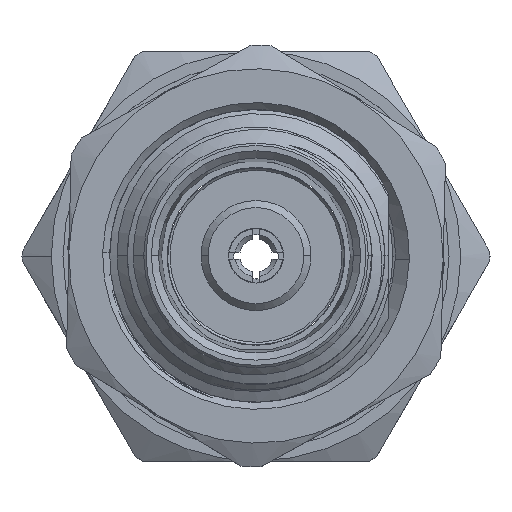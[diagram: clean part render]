
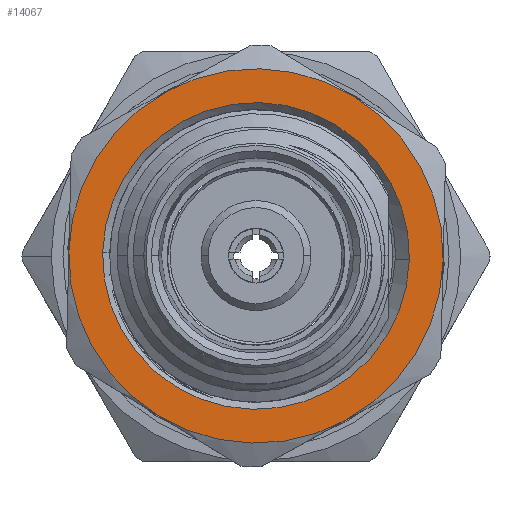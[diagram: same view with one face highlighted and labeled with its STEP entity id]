
A CAD part, top view. The second image highlights one B-rep face of the part: STEP entity #14067.
In plain terms, the highlighted planar face has unit normal (0, 0, 1).
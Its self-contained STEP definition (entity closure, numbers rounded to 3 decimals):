
#168 = CARTESIAN_POINT ( 'NONE',  ( 0., 0., 10.8 ) ) ;
#324 = CIRCLE ( 'NONE', #3584, 8. ) ;
#379 = EDGE_CURVE ( 'NONE', #5191, #13449, #16831, .T. ) ;
#422 = CARTESIAN_POINT ( 'NONE',  ( 0., 0., 10.8 ) ) ;
#587 = ORIENTED_EDGE ( 'NONE', *, *, #7555, .F. ) ;
#765 = AXIS2_PLACEMENT_3D ( 'NONE', #11566, #16783, #8950 ) ;
#1123 = FACE_OUTER_BOUND ( 'NONE', #9153, .T. ) ;
#1539 = CARTESIAN_POINT ( 'NONE',  ( 4.162, 6.832, 10.8 ) ) ;
#1967 = ORIENTED_EDGE ( 'NONE', *, *, #4994, .F. ) ;
#2226 = ORIENTED_EDGE ( 'NONE', *, *, #6971, .F. ) ;
#2266 = AXIS2_PLACEMENT_3D ( 'NONE', #11727, #14454, #15397 ) ;
#2318 = FACE_BOUND ( 'NONE', #11156, .T. ) ;
#2387 = DIRECTION ( 'NONE',  ( -1., 0.024, 0. ) ) ;
#2653 = ORIENTED_EDGE ( 'NONE', *, *, #9163, .T. ) ;
#2973 = DIRECTION ( 'NONE',  ( -1., 0.024, 0. ) ) ;
#3473 = DIRECTION ( 'NONE',  ( -1., 0.024, 0. ) ) ;
#3584 = AXIS2_PLACEMENT_3D ( 'NONE', #168, #5350, #2973 ) ;
#3995 = AXIS2_PLACEMENT_3D ( 'NONE', #10707, #6818, #4240 ) ;
#4156 = DIRECTION ( 'NONE',  ( -1., 0.024, 0. ) ) ;
#4240 = DIRECTION ( 'NONE',  ( -1., 0.024, 0. ) ) ;
#4448 = ORIENTED_EDGE ( 'NONE', *, *, #10096, .F. ) ;
#4478 = DIRECTION ( 'NONE',  ( 0., 0., -1. ) ) ;
#4688 = ORIENTED_EDGE ( 'NONE', *, *, #379, .F. ) ;
#4857 = PLANE ( 'NONE',  #765 ) ;
#4994 = EDGE_CURVE ( 'NONE', #13449, #16534, #10115, .T. ) ;
#5191 = VERTEX_POINT ( 'NONE', #15573 ) ;
#5253 = CARTESIAN_POINT ( 'NONE',  ( -6.553, 0.154, 10.8 ) ) ;
#5270 = CARTESIAN_POINT ( 'NONE',  ( 6.553, -0.154, 10.8 ) ) ;
#5350 = DIRECTION ( 'NONE',  ( 0., 0., -1. ) ) ;
#5599 = DIRECTION ( 'NONE',  ( -1., 0.024, 0. ) ) ;
#5632 = CARTESIAN_POINT ( 'NONE',  ( 7.998, -0.189, 10.8 ) ) ;
#5771 = AXIS2_PLACEMENT_3D ( 'NONE', #11037, #12670, #2387 ) ;
#6818 = DIRECTION ( 'NONE',  ( 0., 0., -1. ) ) ;
#6936 = VERTEX_POINT ( 'NONE', #13460 ) ;
#6971 = EDGE_CURVE ( 'NONE', #16534, #7469, #14491, .T. ) ;
#7121 = CIRCLE ( 'NONE', #14167, 8. ) ;
#7405 = CARTESIAN_POINT ( 'NONE',  ( 0., 0., 10.8 ) ) ;
#7469 = VERTEX_POINT ( 'NONE', #12070 ) ;
#7555 = EDGE_CURVE ( 'NONE', #6936, #9409, #9869, .T. ) ;
#7757 = VERTEX_POINT ( 'NONE', #5253 ) ;
#8950 = DIRECTION ( 'NONE',  ( -1., 0.024, 0. ) ) ;
#9153 = EDGE_LOOP ( 'NONE', ( #4448, #587, #15788, #2226, #1967, #4688 ) ) ;
#9160 = VERTEX_POINT ( 'NONE', #5270 ) ;
#9163 = EDGE_CURVE ( 'NONE', #7757, #9160, #15808, .T. ) ;
#9409 = VERTEX_POINT ( 'NONE', #11601 ) ;
#9607 = AXIS2_PLACEMENT_3D ( 'NONE', #13750, #16488, #3473 ) ;
#9869 = CIRCLE ( 'NONE', #9607, 8. ) ;
#10077 = EDGE_CURVE ( 'NONE', #7469, #6936, #324, .T. ) ;
#10096 = EDGE_CURVE ( 'NONE', #9409, #5191, #7121, .T. ) ;
#10115 = CIRCLE ( 'NONE', #5771, 8. ) ;
#10204 = DIRECTION ( 'NONE',  ( 0., 0., -1. ) ) ;
#10623 = CARTESIAN_POINT ( 'NONE',  ( 0., 0., 10.8 ) ) ;
#10707 = CARTESIAN_POINT ( 'NONE',  ( 0., 0., 10.8 ) ) ;
#11037 = CARTESIAN_POINT ( 'NONE',  ( 0., 0., 10.8 ) ) ;
#11156 = EDGE_LOOP ( 'NONE', ( #11373, #2653 ) ) ;
#11373 = ORIENTED_EDGE ( 'NONE', *, *, #11447, .T. ) ;
#11440 = AXIS2_PLACEMENT_3D ( 'NONE', #10623, #15826, #4156 ) ;
#11447 = EDGE_CURVE ( 'NONE', #9160, #7757, #14030, .T. ) ;
#11550 = DIRECTION ( 'NONE',  ( -1., 0.024, 0. ) ) ;
#11566 = CARTESIAN_POINT ( 'NONE',  ( 0., 0., 10.8 ) ) ;
#11601 = CARTESIAN_POINT ( 'NONE',  ( -7.998, 0.189, 10.8 ) ) ;
#11727 = CARTESIAN_POINT ( 'NONE',  ( 0., 0., 10.8 ) ) ;
#12070 = CARTESIAN_POINT ( 'NONE',  ( 3.836, -7.021, 10.8 ) ) ;
#12670 = DIRECTION ( 'NONE',  ( 0., 0., -1. ) ) ;
#13449 = VERTEX_POINT ( 'NONE', #1539 ) ;
#13460 = CARTESIAN_POINT ( 'NONE',  ( -4.162, -6.832, 10.8 ) ) ;
#13750 = CARTESIAN_POINT ( 'NONE',  ( 0., 0., 10.8 ) ) ;
#14030 = CIRCLE ( 'NONE', #3995, 6.555 ) ;
#14067 = ADVANCED_FACE ( 'NONE', ( #2318, #1123 ), #4857, .F. ) ;
#14167 = AXIS2_PLACEMENT_3D ( 'NONE', #422, #4478, #5599 ) ;
#14454 = DIRECTION ( 'NONE',  ( 0., 0., -1. ) ) ;
#14491 = CIRCLE ( 'NONE', #2266, 8. ) ;
#15397 = DIRECTION ( 'NONE',  ( -1., 0.024, 0. ) ) ;
#15573 = CARTESIAN_POINT ( 'NONE',  ( -3.836, 7.021, 10.8 ) ) ;
#15788 = ORIENTED_EDGE ( 'NONE', *, *, #10077, .F. ) ;
#15808 = CIRCLE ( 'NONE', #11440, 6.555 ) ;
#15826 = DIRECTION ( 'NONE',  ( 0., 0., -1. ) ) ;
#16488 = DIRECTION ( 'NONE',  ( 0., 0., -1. ) ) ;
#16534 = VERTEX_POINT ( 'NONE', #5632 ) ;
#16553 = AXIS2_PLACEMENT_3D ( 'NONE', #7405, #10204, #11550 ) ;
#16783 = DIRECTION ( 'NONE',  ( 0., 0., -1. ) ) ;
#16831 = CIRCLE ( 'NONE', #16553, 8. ) ;
